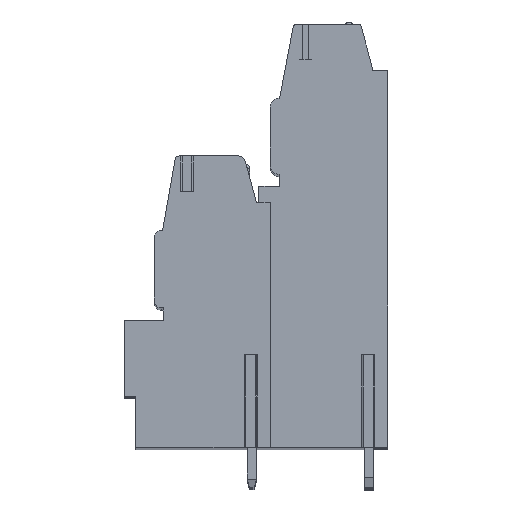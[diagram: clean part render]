
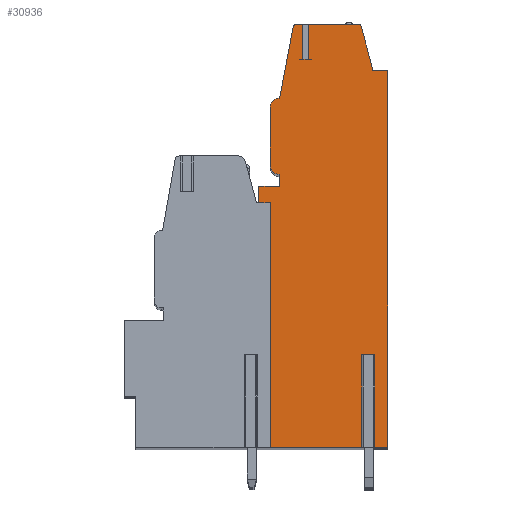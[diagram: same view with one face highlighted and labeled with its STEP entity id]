
A CAD part, top view. The second image highlights one B-rep face of the part: STEP entity #30936.
In plain terms, the highlighted planar face has unit normal (0, 0, 1).
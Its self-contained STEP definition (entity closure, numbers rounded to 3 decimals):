
#13=DIRECTION('',(0.,1.,0.));
#14=VECTOR('',#13,14.45);
#15=CARTESIAN_POINT('',(1.,-19.1,109.22));
#16=LINE('',#15,#14);
#17=DIRECTION('',(0.,-1.,0.));
#18=VECTOR('',#17,1.45);
#19=CARTESIAN_POINT('',(0.,3.5,109.22));
#20=LINE('',#19,#18);
#21=DIRECTION('',(-1.,0.,0.));
#22=VECTOR('',#21,1.8);
#23=CARTESIAN_POINT('',(1.8,3.5,109.22));
#24=LINE('',#23,#22);
#25=DIRECTION('',(0.,-1.,0.));
#26=VECTOR('',#25,1.);
#27=CARTESIAN_POINT('',(1.8,4.5,109.22));
#28=LINE('',#27,#26);
#29=CARTESIAN_POINT('',(1.8,5.3,109.22));
#30=DIRECTION('',(0.,0.,1.));
#31=DIRECTION('',(-1.,0.,0.));
#32=AXIS2_PLACEMENT_3D('',#29,#30,#31);
#34=DIRECTION('',(0.,-1.,0.));
#35=VECTOR('',#34,5.);
#36=CARTESIAN_POINT('',(1.,10.3,109.22));
#37=LINE('',#36,#35);
#38=CARTESIAN_POINT('',(1.8,10.3,109.22));
#39=DIRECTION('',(0.,0.,1.));
#40=DIRECTION('',(0.,1.,0.));
#41=AXIS2_PLACEMENT_3D('',#38,#39,#40);
#43=DIRECTION('',(-0.186,-0.983,0.));
#44=VECTOR('',#43,6.265);
#45=CARTESIAN_POINT('',(2.964,17.256,109.22));
#46=LINE('',#45,#44);
#47=CARTESIAN_POINT('',(3.259,17.2,109.22));
#48=DIRECTION('',(0.,0.,1.));
#49=DIRECTION('',(0.,1.,0.));
#50=AXIS2_PLACEMENT_3D('',#47,#48,#49);
#52=DIRECTION('',(-1.,0.,0.));
#53=VECTOR('',#52,0.551);
#54=CARTESIAN_POINT('',(3.81,17.5,109.22));
#55=LINE('',#54,#53);
#56=DIRECTION('',(0.,-1.,0.));
#57=VECTOR('',#56,3.05);
#58=CARTESIAN_POINT('',(3.81,17.5,109.22));
#59=LINE('',#58,#57);
#60=DIRECTION('',(1.,0.,0.));
#61=VECTOR('',#60,0.5);
#62=CARTESIAN_POINT('',(3.81,14.45,109.22));
#63=LINE('',#62,#61);
#64=DIRECTION('',(0.,-1.,0.));
#65=VECTOR('',#64,3.05);
#66=CARTESIAN_POINT('',(4.31,17.5,109.22));
#67=LINE('',#66,#65);
#68=DIRECTION('',(-1.,0.,0.));
#69=VECTOR('',#68,4.27);
#70=CARTESIAN_POINT('',(8.58,17.5,109.22));
#71=LINE('',#70,#69);
#72=CARTESIAN_POINT('',(8.58,17.2,109.22));
#73=DIRECTION('',(0.,0.,1.));
#74=DIRECTION('',(0.965,0.261,0.));
#75=AXIS2_PLACEMENT_3D('',#72,#73,#74);
#77=DIRECTION('',(-0.261,0.965,0.));
#78=VECTOR('',#77,3.539);
#79=CARTESIAN_POINT('',(9.792,13.861,109.22));
#80=LINE('',#79,#78);
#81=DIRECTION('',(-0.035,0.999,0.));
#82=VECTOR('',#81,0.361);
#83=CARTESIAN_POINT('',(9.805,13.5,109.22));
#84=LINE('',#83,#82);
#85=DIRECTION('',(-1.,0.,0.));
#86=VECTOR('',#85,1.355);
#87=CARTESIAN_POINT('',(11.16,13.5,109.22));
#88=LINE('',#87,#86);
#89=DIRECTION('',(0.,1.,0.));
#90=VECTOR('',#89,32.6);
#91=CARTESIAN_POINT('',(11.16,-19.1,109.22));
#92=LINE('',#91,#90);
#93=DIRECTION('',(1.,0.,0.));
#94=VECTOR('',#93,1.39);
#95=CARTESIAN_POINT('',(9.77,-19.1,109.22));
#96=LINE('',#95,#94);
#97=DIRECTION('',(0.,1.,0.));
#98=VECTOR('',#97,8.);
#99=CARTESIAN_POINT('',(9.77,-19.1,109.22));
#100=LINE('',#99,#98);
#101=DIRECTION('',(-1.,0.,0.));
#102=VECTOR('',#101,0.62);
#103=CARTESIAN_POINT('',(9.77,-11.1,109.22));
#104=LINE('',#103,#102);
#105=DIRECTION('',(0.,1.,0.));
#106=VECTOR('',#105,8.);
#107=CARTESIAN_POINT('',(9.15,-19.1,109.22));
#108=LINE('',#107,#106);
#109=DIRECTION('',(1.,0.,0.));
#110=VECTOR('',#109,8.15);
#111=CARTESIAN_POINT('',(1.,-19.1,109.22));
#112=LINE('',#111,#110);
#133=DIRECTION('',(-1.,0.,0.));
#134=VECTOR('',#133,1.195);
#135=CARTESIAN_POINT('',(1.,-4.65,109.22));
#136=LINE('',#135,#134);
#141=DIRECTION('',(-1.,0.,0.));
#142=VECTOR('',#141,0.195);
#143=CARTESIAN_POINT('',(0.,2.05,109.22));
#144=LINE('',#143,#142);
#1017=DIRECTION('',(0.,-1.,0.));
#1018=VECTOR('',#1017,6.7);
#1019=CARTESIAN_POINT('',(-0.195,2.05,109.22));
#1020=LINE('',#1019,#1018);
#24315=CARTESIAN_POINT('',(11.16,-19.1,109.22));
#24316=CARTESIAN_POINT('',(11.16,13.5,109.22));
#24317=VERTEX_POINT('',#24315);
#24318=VERTEX_POINT('',#24316);
#24319=CARTESIAN_POINT('',(9.805,13.5,109.22));
#24320=VERTEX_POINT('',#24319);
#24321=CARTESIAN_POINT('',(9.792,13.861,109.22));
#24322=VERTEX_POINT('',#24321);
#24323=CARTESIAN_POINT('',(8.87,17.278,109.22));
#24324=VERTEX_POINT('',#24323);
#24325=CARTESIAN_POINT('',(8.58,17.5,109.22));
#24326=VERTEX_POINT('',#24325);
#24327=CARTESIAN_POINT('',(3.259,17.5,109.22));
#24328=CARTESIAN_POINT('',(2.964,17.256,109.22));
#24329=VERTEX_POINT('',#24327);
#24330=VERTEX_POINT('',#24328);
#24331=CARTESIAN_POINT('',(1.8,11.1,109.22));
#24332=VERTEX_POINT('',#24331);
#24333=CARTESIAN_POINT('',(1.,10.3,109.22));
#24334=VERTEX_POINT('',#24333);
#24335=CARTESIAN_POINT('',(1.,5.3,109.22));
#24336=VERTEX_POINT('',#24335);
#24337=CARTESIAN_POINT('',(1.8,4.5,109.22));
#24338=VERTEX_POINT('',#24337);
#24339=CARTESIAN_POINT('',(1.8,3.5,109.22));
#24340=VERTEX_POINT('',#24339);
#24341=CARTESIAN_POINT('',(0.,3.5,109.22));
#24342=VERTEX_POINT('',#24341);
#24447=CARTESIAN_POINT('',(1.,-19.1,109.22));
#24448=VERTEX_POINT('',#24447);
#24473=CARTESIAN_POINT('',(9.77,-11.1,109.22));
#24474=CARTESIAN_POINT('',(9.15,-11.1,109.22));
#24475=VERTEX_POINT('',#24473);
#24476=VERTEX_POINT('',#24474);
#24477=CARTESIAN_POINT('',(9.77,-19.1,109.22));
#24478=VERTEX_POINT('',#24477);
#24479=CARTESIAN_POINT('',(9.15,-19.1,109.22));
#24480=VERTEX_POINT('',#24479);
#24517=CARTESIAN_POINT('',(3.81,14.45,109.22));
#24518=CARTESIAN_POINT('',(4.31,14.45,109.22));
#24519=VERTEX_POINT('',#24517);
#24520=VERTEX_POINT('',#24518);
#24521=CARTESIAN_POINT('',(4.31,17.5,109.22));
#24522=VERTEX_POINT('',#24521);
#24523=CARTESIAN_POINT('',(3.81,17.5,109.22));
#24524=VERTEX_POINT('',#24523);
#24909=CARTESIAN_POINT('',(-0.195,-4.65,109.22));
#24911=VERTEX_POINT('',#24909);
#24913=CARTESIAN_POINT('',(0.,2.05,109.22));
#24914=CARTESIAN_POINT('',(-0.195,2.05,109.22));
#24915=VERTEX_POINT('',#24913);
#24916=VERTEX_POINT('',#24914);
#24921=CARTESIAN_POINT('',(1.,-4.65,109.22));
#24923=VERTEX_POINT('',#24921);
#30875=CARTESIAN_POINT('',(0.,0.,109.22));
#30876=DIRECTION('',(0.,0.,1.));
#30877=DIRECTION('',(1.,0.,0.));
#30878=AXIS2_PLACEMENT_3D('',#30875,#30876,#30877);
#30879=PLANE('',#30878);
#30881=ORIENTED_EDGE('',*,*,#30880,.T.);
#30883=ORIENTED_EDGE('',*,*,#30882,.T.);
#30885=ORIENTED_EDGE('',*,*,#30884,.F.);
#30887=ORIENTED_EDGE('',*,*,#30886,.F.);
#30889=ORIENTED_EDGE('',*,*,#30888,.F.);
#30891=ORIENTED_EDGE('',*,*,#30890,.F.);
#30893=ORIENTED_EDGE('',*,*,#30892,.F.);
#30895=ORIENTED_EDGE('',*,*,#30894,.F.);
#30897=ORIENTED_EDGE('',*,*,#30896,.F.);
#30899=ORIENTED_EDGE('',*,*,#30898,.F.);
#30901=ORIENTED_EDGE('',*,*,#30900,.F.);
#30903=ORIENTED_EDGE('',*,*,#30902,.F.);
#30905=ORIENTED_EDGE('',*,*,#30904,.F.);
#30907=ORIENTED_EDGE('',*,*,#30906,.T.);
#30909=ORIENTED_EDGE('',*,*,#30908,.T.);
#30911=ORIENTED_EDGE('',*,*,#30910,.F.);
#30913=ORIENTED_EDGE('',*,*,#30912,.F.);
#30915=ORIENTED_EDGE('',*,*,#30914,.F.);
#30917=ORIENTED_EDGE('',*,*,#30916,.F.);
#30919=ORIENTED_EDGE('',*,*,#30918,.F.);
#30921=ORIENTED_EDGE('',*,*,#30920,.F.);
#30923=ORIENTED_EDGE('',*,*,#30922,.F.);
#30925=ORIENTED_EDGE('',*,*,#30924,.F.);
#30927=ORIENTED_EDGE('',*,*,#30926,.T.);
#30929=ORIENTED_EDGE('',*,*,#30928,.T.);
#30931=ORIENTED_EDGE('',*,*,#30930,.F.);
#30933=ORIENTED_EDGE('',*,*,#30932,.F.);
#30934=EDGE_LOOP('',(#30881,#30883,#30885,#30887,#30889,#30891,#30893,#30895,
#30897,#30899,#30901,#30903,#30905,#30907,#30909,#30911,#30913,#30915,#30917,
#30919,#30921,#30923,#30925,#30927,#30929,#30931,#30933));
#30935=FACE_OUTER_BOUND('',#30934,.F.);
#33=CIRCLE('',#32,0.8);
#42=CIRCLE('',#41,0.8);
#51=CIRCLE('',#50,0.3);
#76=CIRCLE('',#75,0.3);
#30880=EDGE_CURVE('',#24448,#24923,#16,.T.);
#30882=EDGE_CURVE('',#24923,#24911,#136,.T.);
#30884=EDGE_CURVE('',#24916,#24911,#1020,.T.);
#30886=EDGE_CURVE('',#24915,#24916,#144,.T.);
#30888=EDGE_CURVE('',#24342,#24915,#20,.T.);
#30890=EDGE_CURVE('',#24340,#24342,#24,.T.);
#30892=EDGE_CURVE('',#24338,#24340,#28,.T.);
#30894=EDGE_CURVE('',#24336,#24338,#33,.T.);
#30896=EDGE_CURVE('',#24334,#24336,#37,.T.);
#30898=EDGE_CURVE('',#24332,#24334,#42,.T.);
#30900=EDGE_CURVE('',#24330,#24332,#46,.T.);
#30902=EDGE_CURVE('',#24329,#24330,#51,.T.);
#30904=EDGE_CURVE('',#24524,#24329,#55,.T.);
#30906=EDGE_CURVE('',#24524,#24519,#59,.T.);
#30908=EDGE_CURVE('',#24519,#24520,#63,.T.);
#30910=EDGE_CURVE('',#24522,#24520,#67,.T.);
#30912=EDGE_CURVE('',#24326,#24522,#71,.T.);
#30914=EDGE_CURVE('',#24324,#24326,#76,.T.);
#30916=EDGE_CURVE('',#24322,#24324,#80,.T.);
#30918=EDGE_CURVE('',#24320,#24322,#84,.T.);
#30920=EDGE_CURVE('',#24318,#24320,#88,.T.);
#30922=EDGE_CURVE('',#24317,#24318,#92,.T.);
#30924=EDGE_CURVE('',#24478,#24317,#96,.T.);
#30926=EDGE_CURVE('',#24478,#24475,#100,.T.);
#30928=EDGE_CURVE('',#24475,#24476,#104,.T.);
#30930=EDGE_CURVE('',#24480,#24476,#108,.T.);
#30932=EDGE_CURVE('',#24448,#24480,#112,.T.);
#30936=ADVANCED_FACE('',(#30935),#30879,.T.);
